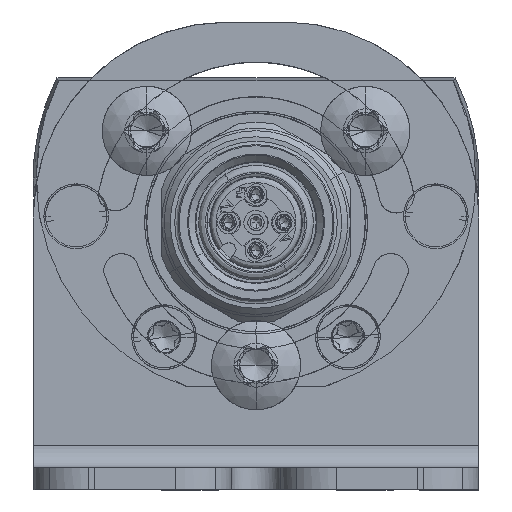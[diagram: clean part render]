
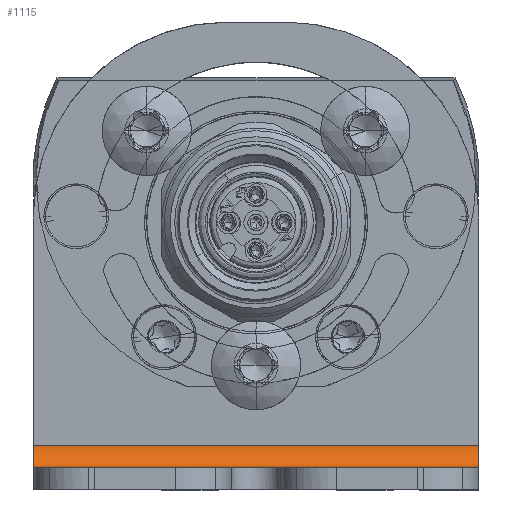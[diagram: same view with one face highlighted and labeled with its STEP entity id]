
A CAD part, front view. The second image highlights one B-rep face of the part: STEP entity #1115.
In plain terms, the highlighted cylindrical face has radius 2 mm (diameter 4 mm), a partial arc.
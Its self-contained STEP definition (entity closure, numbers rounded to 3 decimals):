
#1088=AXIS2_PLACEMENT_3D('Cylinder Axis2P3D',#1085,#1086,#1087) ;
#1101=AXIS2_PLACEMENT_3D('Circle Axis2P3D',#1099,#1100,$) ;
#1106=AXIS2_PLACEMENT_3D('Circle Axis2P3D',#1104,#1105,$) ;
#148=CARTESIAN_POINT('Vertex',(0.005,23.,4.)) ;
#151=CARTESIAN_POINT('Line Origine',(20.005,23.,4.)) ;
#155=CARTESIAN_POINT('Vertex',(40.005,23.,4.)) ;
#1085=CARTESIAN_POINT('Axis2P3D Location',(20.005,21.,4.)) ;
#1090=CARTESIAN_POINT('Line Origine',(20.005,21.,2.)) ;
#1094=CARTESIAN_POINT('Vertex',(40.005,21.,2.)) ;
#1096=CARTESIAN_POINT('Vertex',(0.005,21.,2.)) ;
#1099=CARTESIAN_POINT('Axis2P3D Location',(40.005,21.,4.)) ;
#1104=CARTESIAN_POINT('Axis2P3D Location',(0.005,21.,4.)) ;
#152=DIRECTION('Vector Direction',(1.,0.,0.)) ;
#1086=DIRECTION('Axis2P3D Direction',(-1.,0.,0.)) ;
#1087=DIRECTION('Axis2P3D XDirection',(0.,1.,0.)) ;
#1091=DIRECTION('Vector Direction',(-1.,0.,0.)) ;
#1100=DIRECTION('Axis2P3D Direction',(-1.,0.,0.)) ;
#1105=DIRECTION('Axis2P3D Direction',(-1.,0.,0.)) ;
#153=VECTOR('Line Direction',#152,1.) ;
#1092=VECTOR('Line Direction',#1091,1.) ;
#1110=ORIENTED_EDGE('',*,*,#1098,.F.) ;
#1111=ORIENTED_EDGE('',*,*,#1103,.T.) ;
#1112=ORIENTED_EDGE('',*,*,#157,.F.) ;
#1113=ORIENTED_EDGE('',*,*,#1108,.F.) ;
#1115=ADVANCED_FACE('Hauptkoerper',(#1114),#1089,.F.) ;
#1102=CIRCLE('generated circle',#1101,2.) ;
#1107=CIRCLE('generated circle',#1106,2.) ;
#1089=CYLINDRICAL_SURFACE('generated cylinder',#1088,2.) ;
#157=EDGE_CURVE('',#149,#156,#154,.T.) ;
#1098=EDGE_CURVE('',#1095,#1097,#1093,.T.) ;
#1103=EDGE_CURVE('',#1095,#156,#1102,.F.) ;
#1108=EDGE_CURVE('',#1097,#149,#1107,.F.) ;
#1109=EDGE_LOOP('',(#1110,#1111,#1112,#1113)) ;
#1114=FACE_OUTER_BOUND('',#1109,.T.) ;
#154=LINE('Line',#151,#153) ;
#1093=LINE('Line',#1090,#1092) ;
#149=VERTEX_POINT('',#148) ;
#156=VERTEX_POINT('',#155) ;
#1095=VERTEX_POINT('',#1094) ;
#1097=VERTEX_POINT('',#1096) ;
